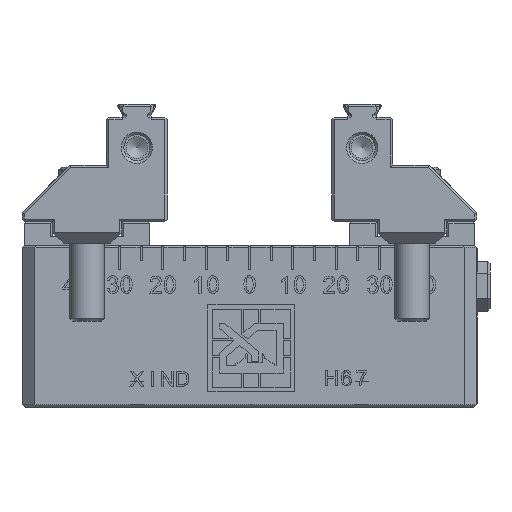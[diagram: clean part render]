
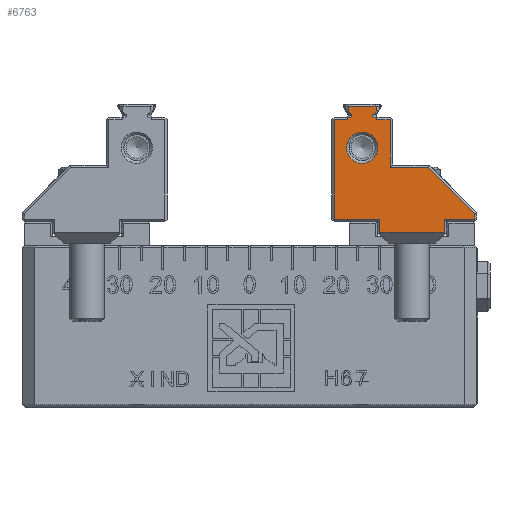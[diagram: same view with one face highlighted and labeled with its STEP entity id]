
A CAD part, front view. The second image highlights one B-rep face of the part: STEP entity #6763.
In plain terms, the highlighted planar face has unit normal (0, -1, 0).
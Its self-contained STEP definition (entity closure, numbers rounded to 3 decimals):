
#543=ELLIPSE('',#56832,0.566,0.4);
#544=ELLIPSE('',#56833,0.566,0.4);
#6763=ADVANCED_FACE('',(#22644,#22645),#9361,.T.);
#9361=PLANE('',#56835);
#13343=LINE('',#85589,#19274);
#13352=LINE('',#85653,#19283);
#13353=LINE('',#85656,#19284);
#13354=LINE('',#85658,#19285);
#13355=LINE('',#85662,#19286);
#13356=LINE('',#85664,#19287);
#13357=LINE('',#85666,#19288);
#13358=LINE('',#85668,#19289);
#13359=LINE('',#85670,#19290);
#13360=LINE('',#85672,#19291);
#13361=LINE('',#85674,#19292);
#13362=LINE('',#85677,#19293);
#13363=LINE('',#85679,#19294);
#13364=LINE('',#85681,#19295);
#13365=LINE('',#85683,#19296);
#13366=LINE('',#85685,#19297);
#13367=LINE('',#85687,#19298);
#13368=LINE('',#85689,#19299);
#13369=LINE('',#85691,#19300);
#13370=LINE('',#85693,#19301);
#13371=LINE('',#85695,#19302);
#13372=LINE('',#85697,#19303);
#13373=LINE('',#85699,#19304);
#19274=VECTOR('',#65076,1.);
#19283=VECTOR('',#65099,1.);
#19284=VECTOR('',#65100,1.);
#19285=VECTOR('',#65101,1.);
#19286=VECTOR('',#65104,1.);
#19287=VECTOR('',#65105,1.);
#19288=VECTOR('',#65106,1.);
#19289=VECTOR('',#65107,1.);
#19290=VECTOR('',#65108,1.);
#19291=VECTOR('',#65109,1.);
#19292=VECTOR('',#65110,1.);
#19293=VECTOR('',#65113,1.);
#19294=VECTOR('',#65114,1.);
#19295=VECTOR('',#65115,1.);
#19296=VECTOR('',#65116,1.);
#19297=VECTOR('',#65117,1.);
#19298=VECTOR('',#65118,1.);
#19299=VECTOR('',#65119,1.);
#19300=VECTOR('',#65120,1.);
#19301=VECTOR('',#65121,1.);
#19302=VECTOR('',#65122,1.);
#19303=VECTOR('',#65123,1.);
#19304=VECTOR('',#65124,1.);
#22644=FACE_BOUND('',#24748,.T.);
#22645=FACE_BOUND('',#24749,.T.);
#24748=EDGE_LOOP('',(#34111,#34112,#34113,#34114,#34115,#34116,#34117,#34118,
#34119,#34120,#34121,#34122,#34123,#34124,#34125,#34126,#34127,#34128,#34129,
#34130,#34131,#34132,#34133,#34134,#34135));
#24749=EDGE_LOOP('',(#34136));
#34111=ORIENTED_EDGE('',*,*,#50715,.F.);
#34112=ORIENTED_EDGE('',*,*,#50716,.F.);
#34113=ORIENTED_EDGE('',*,*,#50717,.F.);
#34114=ORIENTED_EDGE('',*,*,#50718,.F.);
#34115=ORIENTED_EDGE('',*,*,#50719,.F.);
#34116=ORIENTED_EDGE('',*,*,#50720,.F.);
#34117=ORIENTED_EDGE('',*,*,#50721,.T.);
#34118=ORIENTED_EDGE('',*,*,#50722,.T.);
#34119=ORIENTED_EDGE('',*,*,#50723,.F.);
#34120=ORIENTED_EDGE('',*,*,#50724,.T.);
#34121=ORIENTED_EDGE('',*,*,#50725,.T.);
#34122=ORIENTED_EDGE('',*,*,#50726,.T.);
#34123=ORIENTED_EDGE('',*,*,#50696,.F.);
#34124=ORIENTED_EDGE('',*,*,#50727,.F.);
#34125=ORIENTED_EDGE('',*,*,#50728,.F.);
#34126=ORIENTED_EDGE('',*,*,#50729,.F.);
#34127=ORIENTED_EDGE('',*,*,#50730,.F.);
#34128=ORIENTED_EDGE('',*,*,#50731,.F.);
#34129=ORIENTED_EDGE('',*,*,#50732,.F.);
#34130=ORIENTED_EDGE('',*,*,#50733,.F.);
#34131=ORIENTED_EDGE('',*,*,#50734,.F.);
#34132=ORIENTED_EDGE('',*,*,#50735,.F.);
#34133=ORIENTED_EDGE('',*,*,#50736,.F.);
#34134=ORIENTED_EDGE('',*,*,#50737,.F.);
#34135=ORIENTED_EDGE('',*,*,#50738,.F.);
#34136=ORIENTED_EDGE('',*,*,#50739,.F.);
#44333=VERTEX_POINT('',#85588);
#44334=VERTEX_POINT('',#85590);
#44352=VERTEX_POINT('',#85654);
#44353=VERTEX_POINT('',#85655);
#44354=VERTEX_POINT('',#85657);
#44355=VERTEX_POINT('',#85659);
#44356=VERTEX_POINT('',#85661);
#44357=VERTEX_POINT('',#85663);
#44358=VERTEX_POINT('',#85665);
#44359=VERTEX_POINT('',#85667);
#44360=VERTEX_POINT('',#85669);
#44361=VERTEX_POINT('',#85671);
#44362=VERTEX_POINT('',#85673);
#44363=VERTEX_POINT('',#85675);
#44364=VERTEX_POINT('',#85678);
#44365=VERTEX_POINT('',#85680);
#44366=VERTEX_POINT('',#85682);
#44367=VERTEX_POINT('',#85684);
#44368=VERTEX_POINT('',#85686);
#44369=VERTEX_POINT('',#85688);
#44370=VERTEX_POINT('',#85690);
#44371=VERTEX_POINT('',#85692);
#44372=VERTEX_POINT('',#85694);
#44373=VERTEX_POINT('',#85696);
#44374=VERTEX_POINT('',#85698);
#44375=VERTEX_POINT('',#85701);
#50696=EDGE_CURVE('',#44333,#44334,#13343,.T.);
#50715=EDGE_CURVE('',#44352,#44353,#13352,.T.);
#50716=EDGE_CURVE('',#44354,#44352,#13353,.T.);
#50717=EDGE_CURVE('',#44355,#44354,#13354,.T.);
#50718=EDGE_CURVE('',#44356,#44355,#543,.T.);
#50719=EDGE_CURVE('',#44357,#44356,#13355,.T.);
#50720=EDGE_CURVE('',#44358,#44357,#13356,.T.);
#50721=EDGE_CURVE('',#44358,#44359,#13357,.T.);
#50722=EDGE_CURVE('',#44359,#44360,#13358,.T.);
#50723=EDGE_CURVE('',#44361,#44360,#13359,.T.);
#50724=EDGE_CURVE('',#44361,#44362,#13360,.T.);
#50725=EDGE_CURVE('',#44362,#44363,#13361,.T.);
#50726=EDGE_CURVE('',#44363,#44334,#544,.T.);
#50727=EDGE_CURVE('',#44364,#44333,#13362,.T.);
#50728=EDGE_CURVE('',#44365,#44364,#13363,.T.);
#50729=EDGE_CURVE('',#44366,#44365,#13364,.T.);
#50730=EDGE_CURVE('',#44367,#44366,#13365,.T.);
#50731=EDGE_CURVE('',#44368,#44367,#13366,.T.);
#50732=EDGE_CURVE('',#44369,#44368,#13367,.T.);
#50733=EDGE_CURVE('',#44370,#44369,#13368,.T.);
#50734=EDGE_CURVE('',#44371,#44370,#13369,.T.);
#50735=EDGE_CURVE('',#44372,#44371,#13370,.T.);
#50736=EDGE_CURVE('',#44373,#44372,#13371,.T.);
#50737=EDGE_CURVE('',#44374,#44373,#13372,.T.);
#50738=EDGE_CURVE('',#44353,#44374,#13373,.T.);
#50739=EDGE_CURVE('',#44375,#44375,#54801,.T.);
#54801=CIRCLE('',#56834,3.6);
#56832=AXIS2_PLACEMENT_3D('',#85660,#65102,#65103);
#56833=AXIS2_PLACEMENT_3D('',#85676,#65111,#65112);
#56834=AXIS2_PLACEMENT_3D('',#85700,#65125,#65126);
#56835=AXIS2_PLACEMENT_3D('',#85702,#65127,#65128);
#65076=DIRECTION('',(1.,0.,0.));
#65099=DIRECTION('',(1.,0.,0.));
#65100=DIRECTION('',(0.,0.,-1.));
#65101=DIRECTION('',(1.,0.,0.));
#65102=DIRECTION('',(0.,-1.,0.));
#65103=DIRECTION('',(1.,0.,0.));
#65104=DIRECTION('',(-0.632,0.,-0.775));
#65105=DIRECTION('',(0.,0.,-1.));
#65106=DIRECTION('',(-0.816,0.,0.577));
#65107=DIRECTION('',(-1.,0.,0.));
#65108=DIRECTION('',(0.816,0.,0.577));
#65109=DIRECTION('',(0.,0.,-1.));
#65110=DIRECTION('',(0.632,0.,-0.775));
#65111=DIRECTION('',(0.,1.,0.));
#65112=DIRECTION('',(-1.,0.,0.));
#65113=DIRECTION('',(0.,0.,1.));
#65114=DIRECTION('',(1.,0.,0.));
#65115=DIRECTION('',(0.,0.,1.));
#65116=DIRECTION('',(-1.,0.,0.));
#65117=DIRECTION('',(0.,0.,1.));
#65118=DIRECTION('',(-1.,0.,0.));
#65119=DIRECTION('',(0.,0.,-1.));
#65120=DIRECTION('',(-1.,0.,0.));
#65121=DIRECTION('',(0.,0.,-1.));
#65122=DIRECTION('',(0.707,0.,-0.707));
#65123=DIRECTION('',(1.,0.,0.));
#65124=DIRECTION('',(0.,0.,-1.));
#65125=DIRECTION('',(0.,-1.,0.));
#65126=DIRECTION('',(0.,0.,-1.));
#65127=DIRECTION('',(0.,-1.,0.));
#65128=DIRECTION('',(0.,0.,1.));
#85588=CARTESIAN_POINT('',(-127.3,-333.5,41.));
#85589=CARTESIAN_POINT('',(-134.5,-333.5,41.));
#85590=CARTESIAN_POINT('',(-126.982,-333.5,41.));
#85653=CARTESIAN_POINT('',(-117.5,-333.5,40.5));
#85654=CARTESIAN_POINT('',(-120.7,-333.5,40.5));
#85655=CARTESIAN_POINT('',(-117.5,-333.5,40.5));
#85656=CARTESIAN_POINT('',(-120.7,-333.5,-24.));
#85657=CARTESIAN_POINT('',(-120.7,-333.5,41.));
#85658=CARTESIAN_POINT('',(-134.5,-333.5,41.));
#85659=CARTESIAN_POINT('',(-121.018,-333.5,41.));
#85660=CARTESIAN_POINT('',(-121.018,-333.5,41.4));
#85661=CARTESIAN_POINT('',(-121.508,-333.5,41.6));
#85662=CARTESIAN_POINT('',(-152.242,-333.5,3.959));
#85663=CARTESIAN_POINT('',(-120.783,-333.5,42.488));
#85664=CARTESIAN_POINT('',(-120.783,-333.5,-24.));
#85665=CARTESIAN_POINT('',(-120.783,-333.5,43.488));
#85666=CARTESIAN_POINT('',(-120.133,-333.5,43.029));
#85667=CARTESIAN_POINT('',(-120.8,-333.5,43.5));
#85668=CARTESIAN_POINT('',(-134.5,-333.5,43.5));
#85669=CARTESIAN_POINT('',(-127.2,-333.5,43.5));
#85670=CARTESIAN_POINT('',(-163.886,-333.5,17.559));
#85671=CARTESIAN_POINT('',(-127.217,-333.5,43.488));
#85672=CARTESIAN_POINT('',(-127.217,-333.5,44.));
#85673=CARTESIAN_POINT('',(-127.217,-333.5,42.488));
#85674=CARTESIAN_POINT('',(-95.758,-333.5,3.959));
#85675=CARTESIAN_POINT('',(-126.492,-333.5,41.6));
#85676=CARTESIAN_POINT('',(-126.982,-333.5,41.4));
#85677=CARTESIAN_POINT('',(-127.3,-333.5,-24.));
#85678=CARTESIAN_POINT('',(-127.3,-333.5,40.5));
#85679=CARTESIAN_POINT('',(-127.65,-333.5,40.5));
#85680=CARTESIAN_POINT('',(-130.5,-333.5,40.5));
#85681=CARTESIAN_POINT('',(-130.5,-333.5,40.5));
#85682=CARTESIAN_POINT('',(-130.5,-333.5,17.5));
#85683=CARTESIAN_POINT('',(-130.5,-333.5,17.5));
#85684=CARTESIAN_POINT('',(-120.,-333.5,17.5));
#85685=CARTESIAN_POINT('',(-120.,-333.5,17.));
#85686=CARTESIAN_POINT('',(-120.,-333.5,14.5));
#85687=CARTESIAN_POINT('',(-118.,-333.5,14.5));
#85688=CARTESIAN_POINT('',(-105.,-333.5,14.5));
#85689=CARTESIAN_POINT('',(-105.,-333.5,-24.));
#85690=CARTESIAN_POINT('',(-105.,-333.5,17.5));
#85691=CARTESIAN_POINT('',(-104.5,-333.5,17.5));
#85692=CARTESIAN_POINT('',(-98.,-333.5,17.5));
#85693=CARTESIAN_POINT('',(-98.,-333.5,17.5));
#85694=CARTESIAN_POINT('',(-98.,-333.5,18.793));
#85695=CARTESIAN_POINT('',(-98.354,-333.5,19.146));
#85696=CARTESIAN_POINT('',(-108.707,-333.5,29.5));
#85697=CARTESIAN_POINT('',(-108.5,-333.5,29.5));
#85698=CARTESIAN_POINT('',(-117.5,-333.5,29.5));
#85699=CARTESIAN_POINT('',(-117.5,-333.5,30.));
#85700=CARTESIAN_POINT('',(-124.,-333.5,34.));
#85701=CARTESIAN_POINT('',(-124.,-333.5,30.4));
#85702=CARTESIAN_POINT('',(-134.5,-333.5,-24.));
